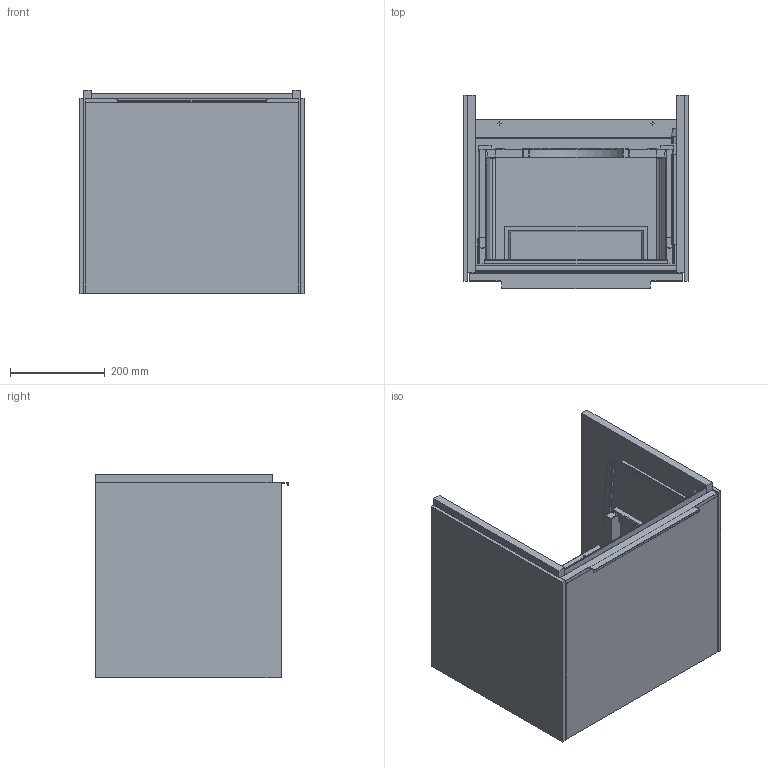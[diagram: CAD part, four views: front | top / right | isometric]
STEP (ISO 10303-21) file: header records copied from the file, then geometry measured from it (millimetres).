
FILE_DESCRIPTION(/* description */ (''),/* implementation_level */ '2;1');
FILE_NAME(/* name */ 'TK110_C5800Z_RFS.stp',/* time_stamp */ '2020-12-01T09:33:28+01:00',/* author */ ('StegeR'),/* organization */ (''),/* preprocessor_version */ 'ST-DEVELOPER v16.1',/* originating_system */ 'Autodesk Inventor 2016',/* authorisation */ '');
FILE_SCHEMA (('AUTOMOTIVE_DESIGN { 1 0 10303 214 3 1 1 }'));
Products named in the file (1): TK110_C5800Z_RFS
Bounding box: 473 x 407.5 x 429 mm (x, y, z)
Volume: 17392046.2 mm3; surface area: 3328878.7 mm2
Topology: 38 solids, 39 shells, 1856 faces, 4977 edges, 3269 vertices
Faces by surface type: plane 1250, cylinder 513, bspline 54, cone 21, sphere 10, torus 8
Full cylindrical faces by diameter (mm): 2.5 x2, 3.8 x1, 4 x2, 4.5 x2, 5 x7, 5.1 x2, 6 x6, 7.2 x2, 10 x2, 12 x2, 12.2 x2, 25 x2, 26 x2
Entity records: 61653 total; most frequent: CARTESIAN_POINT 14495, ORIENTED_EDGE 9816, DIRECTION 9515, EDGE_CURVE 4906, LINE 3713, VECTOR 3713, VERTEX_POINT 3254, AXIS2_PLACEMENT_3D 2901
